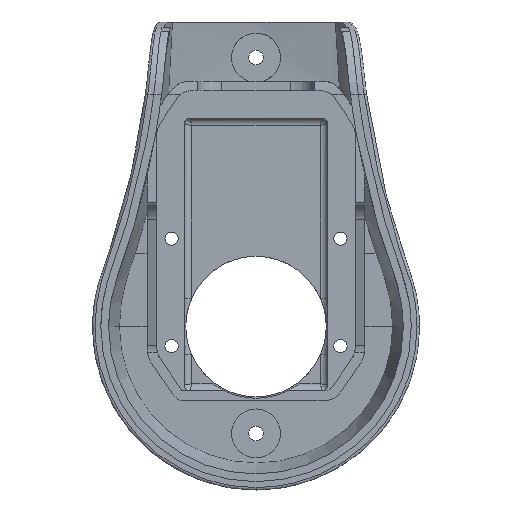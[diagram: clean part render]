
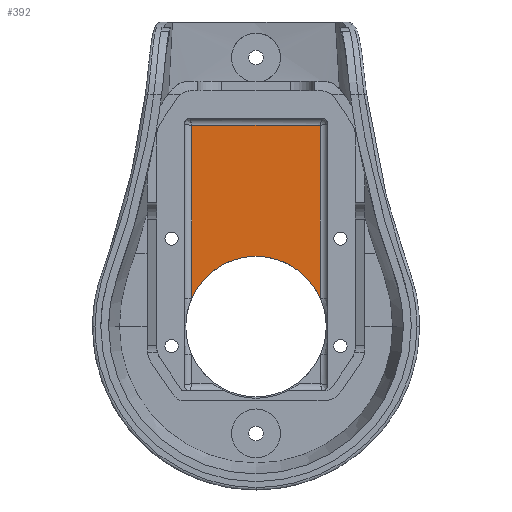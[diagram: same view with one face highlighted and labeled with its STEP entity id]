
A CAD part, left-side view. The second image highlights one B-rep face of the part: STEP entity #392.
In plain terms, the highlighted planar face has unit normal (-1, 0, 0).
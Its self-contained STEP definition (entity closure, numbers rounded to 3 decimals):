
#124 = DIRECTION ( 'NONE',  ( 0., 0., -1. ) ) ;
#135 = DIRECTION ( 'NONE',  ( 1., 0., 0. ) ) ;
#140 = CARTESIAN_POINT ( 'NONE',  ( 20.7, 13.5, 198.7 ) ) ;
#151 = CARTESIAN_POINT ( 'NONE',  ( 20.7, 27., 157.5 ) ) ;
#158 = DIRECTION ( 'NONE',  ( 0., 1., 0. ) ) ;
#392 = ADVANCED_FACE ( 'NONE', ( #4372 ), #6651, .T. ) ;
#1212 = ORIENTED_EDGE ( 'NONE', *, *, #6890, .T. ) ;
#1433 = AXIS2_PLACEMENT_3D ( 'NONE', #151, #135, #124 ) ;
#2099 = ORIENTED_EDGE ( 'NONE', *, *, #4080, .T. ) ;
#2214 = EDGE_LOOP ( 'NONE', ( #6810, #2099, #4902, #6533, #1212 ) ) ;
#2286 = CARTESIAN_POINT ( 'NONE',  ( 20.7, 40.2, 163.255 ) ) ;
#2314 = VERTEX_POINT ( 'NONE', #9355 ) ;
#2655 = EDGE_CURVE ( 'NONE', #7482, #2314, #8862, .T. ) ;
#2829 = VECTOR ( 'NONE', #158, 1000. ) ;
#2964 = EDGE_CURVE ( 'NONE', #5946, #5549, #3115, .T. ) ;
#3115 = LINE ( 'NONE', #140, #2829 ) ;
#4061 = DIRECTION ( 'NONE',  ( 0., 0., -1. ) ) ;
#4080 = EDGE_CURVE ( 'NONE', #2314, #9690, #9924, .T. ) ;
#4085 = CARTESIAN_POINT ( 'NONE',  ( 20.7, 40.2, 145.5 ) ) ;
#4372 = FACE_OUTER_BOUND ( 'NONE', #2214, .T. ) ;
#4902 = ORIENTED_EDGE ( 'NONE', *, *, #6283, .T. ) ;
#4929 = AXIS2_PLACEMENT_3D ( 'NONE', #6769, #6614, #6602 ) ;
#5370 = DIRECTION ( 'NONE',  ( 0., 0., -1. ) ) ;
#5380 = DIRECTION ( 'NONE',  ( 1., 0., 0. ) ) ;
#5391 = CARTESIAN_POINT ( 'NONE',  ( 20.7, 27., 157.5 ) ) ;
#5439 = AXIS2_PLACEMENT_3D ( 'NONE', #5391, #5380, #5370 ) ;
#5549 = VERTEX_POINT ( 'NONE', #8697 ) ;
#5946 = VERTEX_POINT ( 'NONE', #7467 ) ;
#6283 = EDGE_CURVE ( 'NONE', #9690, #5946, #7582, .T. ) ;
#6533 = ORIENTED_EDGE ( 'NONE', *, *, #2964, .T. ) ;
#6602 = DIRECTION ( 'NONE',  ( 0., 0., 1. ) ) ;
#6614 = DIRECTION ( 'NONE',  ( -1., 0., 0. ) ) ;
#6651 = PLANE ( 'NONE',  #4929 ) ;
#6769 = CARTESIAN_POINT ( 'NONE',  ( 20.7, 13.5, 145.5 ) ) ;
#6796 = VECTOR ( 'NONE', #4061, 1000. ) ;
#6810 = ORIENTED_EDGE ( 'NONE', *, *, #2655, .T. ) ;
#6847 = LINE ( 'NONE', #4085, #6796 ) ;
#6890 = EDGE_CURVE ( 'NONE', #5549, #7482, #6847, .T. ) ;
#6919 = DIRECTION ( 'NONE',  ( 0., 0., 1. ) ) ;
#6993 = CARTESIAN_POINT ( 'NONE',  ( 20.7, 13.8, 145.5 ) ) ;
#7467 = CARTESIAN_POINT ( 'NONE',  ( 20.7, 13.8, 198.7 ) ) ;
#7482 = VERTEX_POINT ( 'NONE', #2286 ) ;
#7571 = VECTOR ( 'NONE', #6919, 1000. ) ;
#7582 = LINE ( 'NONE', #6993, #7571 ) ;
#8697 = CARTESIAN_POINT ( 'NONE',  ( 20.7, 40.2, 198.7 ) ) ;
#8716 = CARTESIAN_POINT ( 'NONE',  ( 20.7, 13.8, 163.255 ) ) ;
#8862 = CIRCLE ( 'NONE', #1433, 14.4 ) ;
#9355 = CARTESIAN_POINT ( 'NONE',  ( 20.7, 27., 171.9 ) ) ;
#9690 = VERTEX_POINT ( 'NONE', #8716 ) ;
#9924 = CIRCLE ( 'NONE', #5439, 14.4 ) ;
